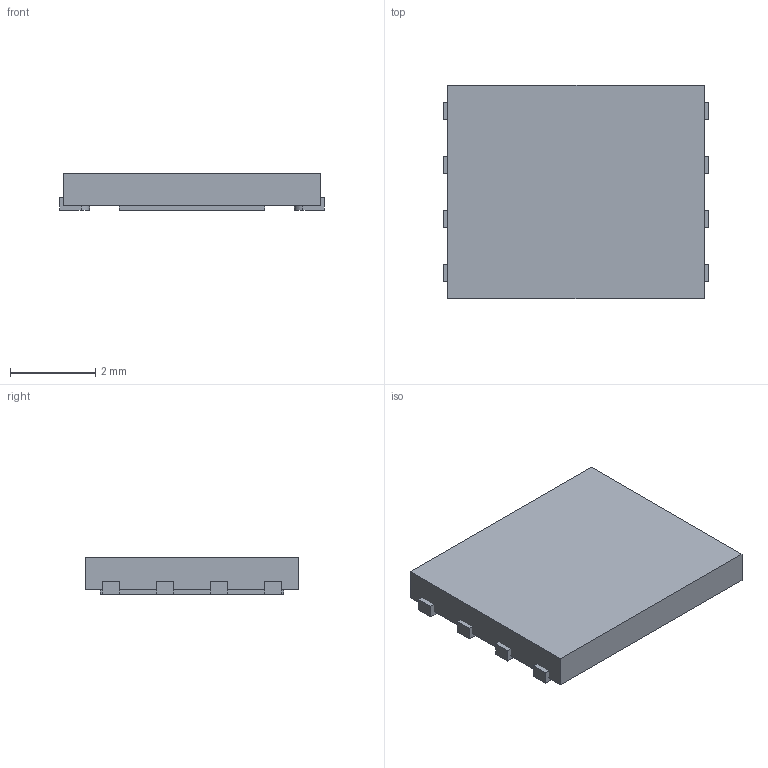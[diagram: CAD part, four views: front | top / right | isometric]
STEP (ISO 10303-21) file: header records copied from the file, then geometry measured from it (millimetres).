
FILE_DESCRIPTION(('FreeCAD Model'),'2;1');
FILE_NAME('/WSON-8-1EP_6x5mm_P1.27mm_EP3.4x4.3mm.step','2020-11-11T17:15:22',('Author') ,(''),'Open CASCADE STEP processor 7.3','FreeCAD','Unknown');
FILE_SCHEMA(('AUTOMOTIVE_DESIGN { 1 0 10303 214 1 1 1 1 }'));
Length unit declared in the file: millimetre
Products named in the file (3): Part; Body; Leads
Assembly tree (2 placements, depth 2):
  Part
    Body
    Leads
Bounding box: 6.2 x 5 x 0.85 mm (x, y, z)
Surface area: 133.7 mm2
Topology: 2 solids, 2 shells, 68 faces, 172 edges, 108 vertices
Faces by surface type: plane 60, cylinder 8
Entity records: 2074 total; most frequent: CARTESIAN_POINT 351, DIRECTION 346, ORIENTED_EDGE 344, EDGE_CURVE 172, LINE 140, VECTOR 140, VERTEX_POINT 108, AXIS2_PLACEMENT_3D 103
